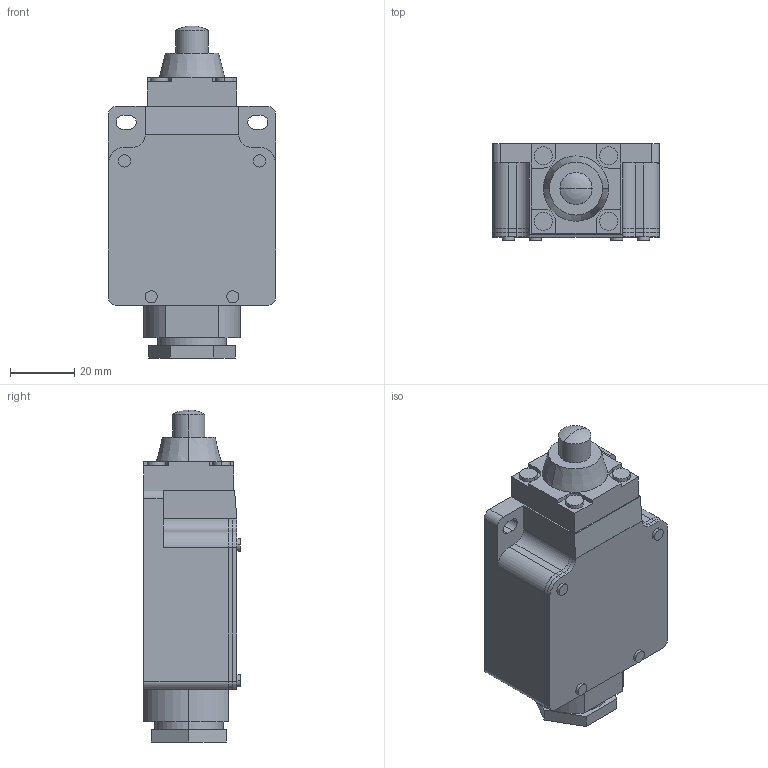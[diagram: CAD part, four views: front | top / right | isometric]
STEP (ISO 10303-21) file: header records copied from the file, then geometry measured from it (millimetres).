
FILE_DESCRIPTION(('starvars output'),'2;1');
FILE_NAME('cv20200406044459000006394.stp','04:44:59 2020/04/06',( 'Thomas Industrial Network Germany GmbH'),( 'Thomas Industrial Network Germany GmbH'),'unknown preprocess','ACIS' ,'unknown authorization');
FILE_SCHEMA(('AUTOMOTIVE_DESIGN_CC2 {UNKNOWN IMPLEMENTATION LEVEL}'));
Length unit declared in the file: millimetre
Products named in the file (1): PRODUCT_ID_1
Bounding box: 52 x 30 x 103.35 mm (x, y, z)
Volume: 105131 mm3; surface area: 16384.5 mm2
Topology: 1 solids, 1 shells, 129 faces, 336 edges, 221 vertices
Faces by surface type: plane 69, cylinder 56, cone 2, sphere 2
Entity records: 4768 total; most frequent: ORIENTED_EDGE 668, CARTESIAN_POINT 619, DIRECTION 584, EDGE_CURVE 334, VERTEX_POINT 221, VECTOR 212, LINE 212, AXIS2_PLACEMENT_3D 186
